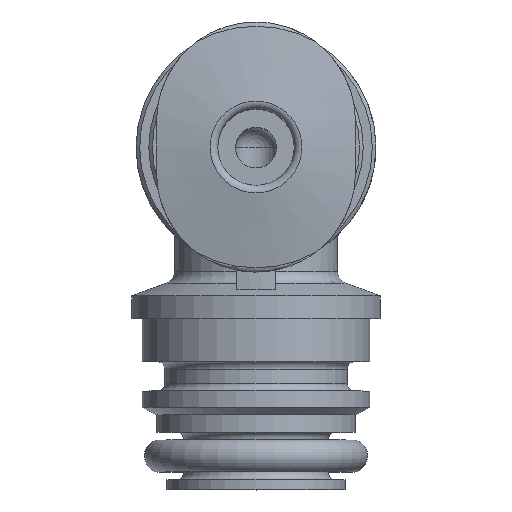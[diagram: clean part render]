
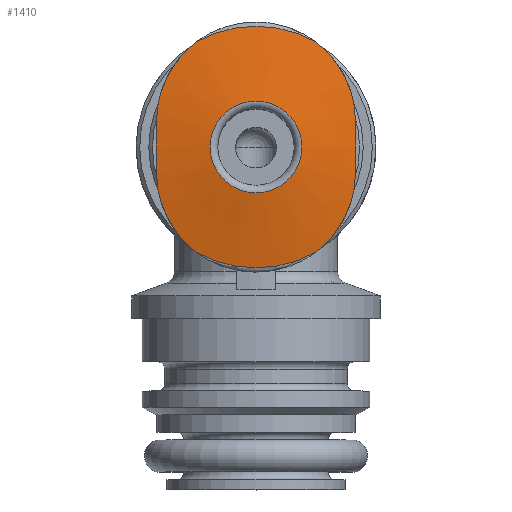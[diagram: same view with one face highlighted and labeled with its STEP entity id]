
A CAD part, top view. The second image highlights one B-rep face of the part: STEP entity #1410.
In plain terms, the highlighted conical face has half-angle 80 degrees and reference radius 1.8 mm.
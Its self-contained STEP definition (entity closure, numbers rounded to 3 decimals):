
#25=CONICAL_SURFACE('',#1550,1.8,1.396);
#39=B_SPLINE_CURVE_WITH_KNOTS('',3,(#2112,#2113,#2114,#2115),
 .UNSPECIFIED.,.F.,.F.,(4,4),(0.,0.004),
 .UNSPECIFIED.);
#42=B_SPLINE_CURVE_WITH_KNOTS('',3,(#2128,#2129,#2130,#2131),
 .UNSPECIFIED.,.F.,.F.,(4,4),(0.,0.004),
 .UNSPECIFIED.);
#43=B_SPLINE_CURVE_WITH_KNOTS('',3,(#2136,#2137,#2138,#2139),
 .UNSPECIFIED.,.F.,.F.,(4,4),(0.002,0.004),
 .UNSPECIFIED.);
#44=B_SPLINE_CURVE_WITH_KNOTS('',3,(#2143,#2144,#2145,#2146),
 .UNSPECIFIED.,.F.,.F.,(4,4),(0.,0.004),
 .UNSPECIFIED.);
#47=B_SPLINE_CURVE_WITH_KNOTS('',3,(#2158,#2159,#2160,#2161),
 .UNSPECIFIED.,.F.,.F.,(4,4),(0.,0.004),
 .UNSPECIFIED.);
#48=B_SPLINE_CURVE_WITH_KNOTS('',3,(#2165,#2166,#2167,#2168),
 .UNSPECIFIED.,.F.,.F.,(4,4),(0.002,0.004),
 .UNSPECIFIED.);
#189=CIRCLE('',#1545,1.8);
#190=CIRCLE('',#1547,4.735);
#191=CIRCLE('',#1549,4.735);
#406=ORIENTED_EDGE('',*,*,#533,.F.);
#407=ORIENTED_EDGE('',*,*,#514,.F.);
#408=ORIENTED_EDGE('',*,*,#527,.F.);
#409=ORIENTED_EDGE('',*,*,#525,.F.);
#410=ORIENTED_EDGE('',*,*,#532,.F.);
#411=ORIENTED_EDGE('',*,*,#522,.F.);
#412=ORIENTED_EDGE('',*,*,#520,.F.);
#413=ORIENTED_EDGE('',*,*,#517,.F.);
#414=ORIENTED_EDGE('',*,*,#531,.T.);
#514=EDGE_CURVE('',#611,#612,#39,.T.);
#517=EDGE_CURVE('',#614,#615,#42,.T.);
#520=EDGE_CURVE('',#615,#616,#43,.T.);
#522=EDGE_CURVE('',#616,#617,#44,.T.);
#525=EDGE_CURVE('',#619,#620,#47,.T.);
#527=EDGE_CURVE('',#620,#611,#48,.T.);
#531=EDGE_CURVE('',#623,#623,#189,.T.);
#532=EDGE_CURVE('',#617,#619,#190,.T.);
#533=EDGE_CURVE('',#612,#614,#191,.T.);
#611=VERTEX_POINT('',#2116);
#612=VERTEX_POINT('',#2117);
#614=VERTEX_POINT('',#2127);
#615=VERTEX_POINT('',#2132);
#616=VERTEX_POINT('',#2140);
#617=VERTEX_POINT('',#2147);
#619=VERTEX_POINT('',#2157);
#620=VERTEX_POINT('',#2162);
#623=VERTEX_POINT('',#2179);
#732=EDGE_LOOP('',(#406,#407,#408,#409,#410,#411,#412,#413));
#733=EDGE_LOOP('',(#414));
#842=FACE_BOUND('',#732,.T.);
#843=FACE_BOUND('',#733,.T.);
#1410=ADVANCED_FACE('',(#842,#843),#25,.T.);
#1545=AXIS2_PLACEMENT_3D('',#2178,#1832,#1833);
#1547=AXIS2_PLACEMENT_3D('',#2181,#1836,#1837);
#1549=AXIS2_PLACEMENT_3D('',#2183,#1840,#1841);
#1550=AXIS2_PLACEMENT_3D('',#2184,#1842,#1843);
#1832=DIRECTION('',(0.,0.,-1.));
#1833=DIRECTION('',(-1.,0.,0.));
#1836=DIRECTION('',(0.,0.,-1.));
#1837=DIRECTION('',(-1.,0.,0.));
#1840=DIRECTION('',(0.,0.,-1.));
#1841=DIRECTION('',(-1.,0.,0.));
#1842=DIRECTION('',(0.,0.,-1.));
#1843=DIRECTION('',(-1.,0.,0.));
#2112=CARTESIAN_POINT('',(-3.9,14.4,17.807));
#2113=CARTESIAN_POINT('',(-3.9,15.606,17.755));
#2114=CARTESIAN_POINT('',(-3.322,16.773,17.71));
#2115=CARTESIAN_POINT('',(-2.361,17.504,17.683));
#2116=CARTESIAN_POINT('',(-3.9,14.4,17.807));
#2117=CARTESIAN_POINT('',(-2.361,17.504,17.683));
#2127=CARTESIAN_POINT('',(2.361,17.504,17.683));
#2128=CARTESIAN_POINT('',(2.361,17.504,17.683));
#2129=CARTESIAN_POINT('',(3.321,16.773,17.71));
#2130=CARTESIAN_POINT('',(3.9,15.606,17.755));
#2131=CARTESIAN_POINT('',(3.9,14.4,17.807));
#2132=CARTESIAN_POINT('',(3.9,14.4,17.807));
#2136=CARTESIAN_POINT('',(3.9,14.4,17.807));
#2137=CARTESIAN_POINT('',(3.9,13.734,17.837));
#2138=CARTESIAN_POINT('',(3.9,13.067,17.837));
#2139=CARTESIAN_POINT('',(3.9,12.4,17.807));
#2140=CARTESIAN_POINT('',(3.9,12.4,17.807));
#2143=CARTESIAN_POINT('',(3.9,12.4,17.807));
#2144=CARTESIAN_POINT('',(3.9,11.194,17.755));
#2145=CARTESIAN_POINT('',(3.322,10.027,17.71));
#2146=CARTESIAN_POINT('',(2.361,9.296,17.683));
#2147=CARTESIAN_POINT('',(2.361,9.296,17.683));
#2157=CARTESIAN_POINT('',(-2.361,9.296,17.683));
#2158=CARTESIAN_POINT('',(-2.361,9.296,17.683));
#2159=CARTESIAN_POINT('',(-3.321,10.027,17.71));
#2160=CARTESIAN_POINT('',(-3.9,11.194,17.755));
#2161=CARTESIAN_POINT('',(-3.9,12.4,17.807));
#2162=CARTESIAN_POINT('',(-3.9,12.4,17.807));
#2165=CARTESIAN_POINT('',(-3.9,12.4,17.807));
#2166=CARTESIAN_POINT('',(-3.9,13.066,17.837));
#2167=CARTESIAN_POINT('',(-3.9,13.733,17.837));
#2168=CARTESIAN_POINT('',(-3.9,14.4,17.807));
#2178=CARTESIAN_POINT('',(0.,13.4,18.2));
#2179=CARTESIAN_POINT('',(-1.8,13.4,18.2));
#2181=CARTESIAN_POINT('',(0.,13.4,17.683));
#2183=CARTESIAN_POINT('',(0.,13.4,17.683));
#2184=CARTESIAN_POINT('',(0.,13.4,18.2));
